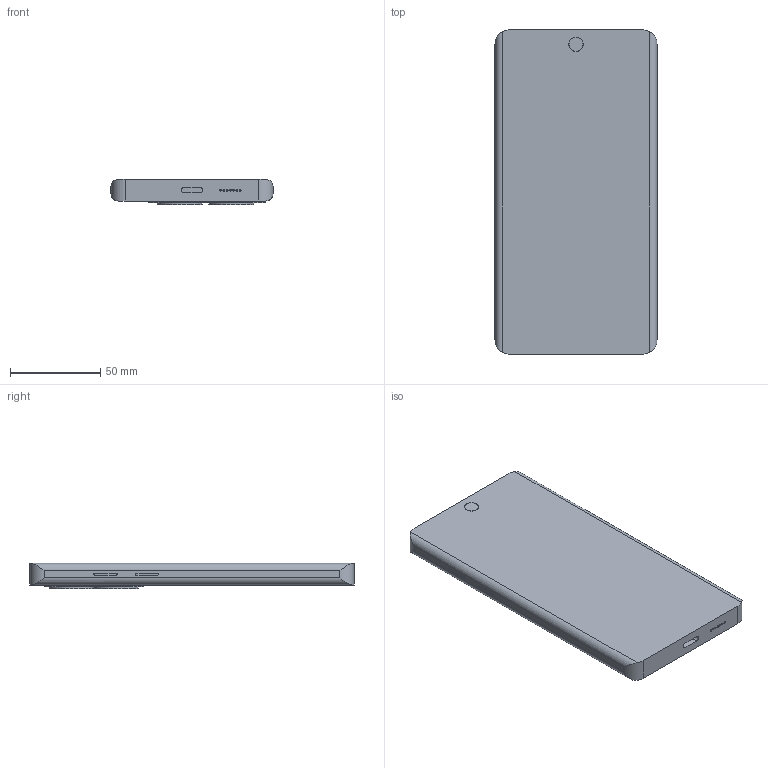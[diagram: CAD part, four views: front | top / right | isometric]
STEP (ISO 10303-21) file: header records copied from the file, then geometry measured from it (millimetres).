
FILE_DESCRIPTION (( 'STEP AP203' ), '1' );
FILE_NAME ('Öì¿¡ºÀ.STEP', '2025-01-14T14:10:11', ( '' ), ( '' ), 'SwSTEP 2.0', 'SolidWorks 2024', '' );
FILE_SCHEMA (( 'CONFIG_CONTROL_DESIGN' ));
Length unit declared in the file: millimetre
Products named in the file (5): 摄像头; 本体; 按键; 摄像头基底; 朱俊豪
Assembly tree (7 placements, depth 2):
  朱俊豪
    本体
    摄像头基底
    摄像头  x2
    按键  x3
Bounding box: 91 x 180 x 14 mm (x, y, z)
Volume: 195577.9 mm3; surface area: 47305.1 mm2
Topology: 7 solids, 7 shells, 91 faces, 195 edges, 130 vertices
Faces by surface type: cylinder 49, plane 42
Entity records: 2882 total; most frequent: CARTESIAN_POINT 667, DIRECTION 375, ORIENTED_EDGE 306, EDGE_CURVE 153, AXIS2_PLACEMENT_3D 150, VERTEX_POINT 102, EDGE_LOOP 81, LINE 75
